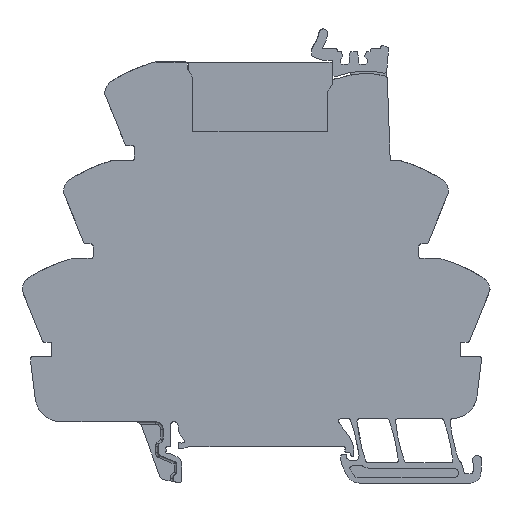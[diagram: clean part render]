
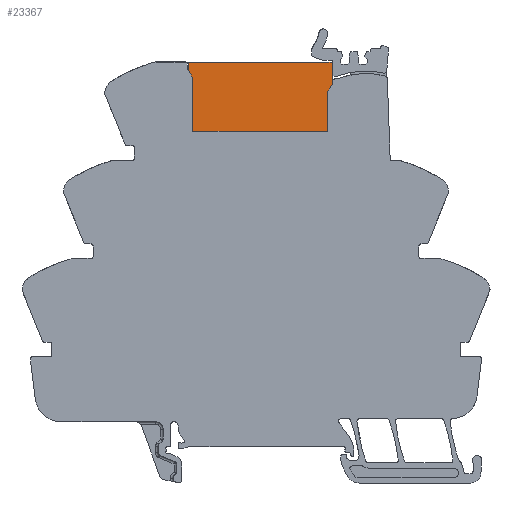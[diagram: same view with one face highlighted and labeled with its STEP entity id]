
A CAD part, left-side view. The second image highlights one B-rep face of the part: STEP entity #23367.
In plain terms, the highlighted planar face has unit normal (-1, 0, 0).
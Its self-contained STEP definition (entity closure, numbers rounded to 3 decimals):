
#23331=AXIS2_PLACEMENT_3D('Plane Axis2P3D',#23328,#23329,#23330) ;
#23328=CARTESIAN_POINT('Axis2P3D Location',(0.6,44.455,66.4)) ;
#23333=CARTESIAN_POINT('Line Origine',(0.6,30.555,73.9)) ;
#23337=CARTESIAN_POINT('Vertex',(0.6,30.555,81.4)) ;
#23339=CARTESIAN_POINT('Vertex',(0.6,30.555,66.4)) ;
#23342=CARTESIAN_POINT('Line Origine',(0.6,44.455,81.4)) ;
#23346=CARTESIAN_POINT('Vertex',(0.6,58.355,81.4)) ;
#23349=CARTESIAN_POINT('Line Origine',(0.6,58.355,73.9)) ;
#23353=CARTESIAN_POINT('Vertex',(0.6,58.355,66.4)) ;
#23356=CARTESIAN_POINT('Line Origine',(0.6,44.455,66.4)) ;
#23329=DIRECTION('Axis2P3D Direction',(1.,0.,0.)) ;
#23330=DIRECTION('Axis2P3D XDirection',(0.,1.,0.)) ;
#23334=DIRECTION('Vector Direction',(0.,0.,-1.)) ;
#23343=DIRECTION('Vector Direction',(0.,-1.,0.)) ;
#23350=DIRECTION('Vector Direction',(0.,0.,-1.)) ;
#23357=DIRECTION('Vector Direction',(0.,1.,0.)) ;
#23335=VECTOR('Line Direction',#23334,1.) ;
#23344=VECTOR('Line Direction',#23343,1.) ;
#23351=VECTOR('Line Direction',#23350,1.) ;
#23358=VECTOR('Line Direction',#23357,1.) ;
#23362=ORIENTED_EDGE('',*,*,#23341,.F.) ;
#23363=ORIENTED_EDGE('',*,*,#23348,.F.) ;
#23364=ORIENTED_EDGE('',*,*,#23355,.F.) ;
#23365=ORIENTED_EDGE('',*,*,#23360,.F.) ;
#23367=ADVANCED_FACE('RSS-RELAIS',(#23366),#23332,.F.) ;
#23341=EDGE_CURVE('',#23338,#23340,#23336,.T.) ;
#23348=EDGE_CURVE('',#23347,#23338,#23345,.T.) ;
#23355=EDGE_CURVE('',#23354,#23347,#23352,.F.) ;
#23360=EDGE_CURVE('',#23340,#23354,#23359,.T.) ;
#23361=EDGE_LOOP('',(#23362,#23363,#23364,#23365)) ;
#23366=FACE_OUTER_BOUND('',#23361,.T.) ;
#23336=LINE('Line',#23333,#23335) ;
#23345=LINE('Line',#23342,#23344) ;
#23352=LINE('Line',#23349,#23351) ;
#23359=LINE('Line',#23356,#23358) ;
#23332=PLANE('',#23331) ;
#23338=VERTEX_POINT('',#23337) ;
#23340=VERTEX_POINT('',#23339) ;
#23347=VERTEX_POINT('',#23346) ;
#23354=VERTEX_POINT('',#23353) ;
